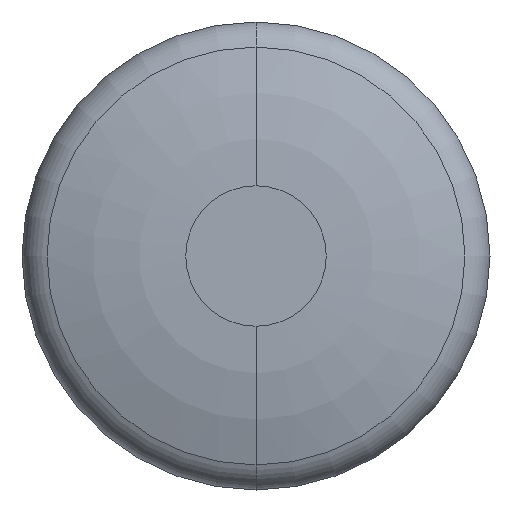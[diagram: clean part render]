
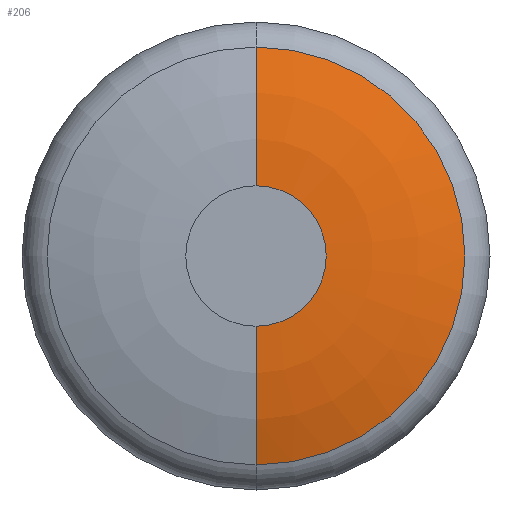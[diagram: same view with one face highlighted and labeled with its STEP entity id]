
A CAD part, front view. The second image highlights one B-rep face of the part: STEP entity #206.
In plain terms, the highlighted toroidal (fillet/blend) face has major radius 0.953 mm and minor radius 5.715 mm.
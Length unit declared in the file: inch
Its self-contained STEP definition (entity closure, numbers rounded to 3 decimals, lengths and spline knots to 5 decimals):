
#6 = CARTESIAN_POINT ( 'NONE',  ( 0., 0.01255, 0.11159 ) ) ;
#10 = EDGE_CURVE ( 'NONE', #173, #179, #339, .T. ) ;
#25 = VERTEX_POINT ( 'NONE', #297 ) ;
#45 = AXIS2_PLACEMENT_3D ( 'NONE', #366, #308, #272 ) ;
#47 = FACE_OUTER_BOUND ( 'NONE', #62, .T. ) ;
#62 = EDGE_LOOP ( 'NONE', ( #165, #252, #168, #353 ) ) ;
#76 = EDGE_CURVE ( 'NONE', #280, #173, #405, .T. ) ;
#103 = DIRECTION ( 'NONE',  ( 0., 0., -1. ) ) ;
#114 = EDGE_CURVE ( 'NONE', #25, #179, #251, .T. ) ;
#140 = CARTESIAN_POINT ( 'NONE',  ( 0., 0.01255, 0. ) ) ;
#163 = AXIS2_PLACEMENT_3D ( 'NONE', #185, #468, #423 ) ;
#165 = ORIENTED_EDGE ( 'NONE', *, *, #76, .T. ) ;
#168 = ORIENTED_EDGE ( 'NONE', *, *, #114, .F. ) ;
#173 = VERTEX_POINT ( 'NONE', #6 ) ;
#179 = VERTEX_POINT ( 'NONE', #190 ) ;
#181 = CIRCLE ( 'NONE', #163, 0.225 ) ;
#185 = CARTESIAN_POINT ( 'NONE',  ( 0., 0.225, -0.0375 ) ) ;
#186 = AXIS2_PLACEMENT_3D ( 'NONE', #334, #437, #406 ) ;
#188 = DIRECTION ( 'NONE',  ( 0., -1., 0. ) ) ;
#190 = CARTESIAN_POINT ( 'NONE',  ( 0., 0., 0.0375 ) ) ;
#203 = CARTESIAN_POINT ( 'NONE',  ( 0., 0.225, 0. ) ) ;
#206 = ADVANCED_FACE ( 'NONE', ( #47 ), #386, .T. ) ;
#251 = CIRCLE ( 'NONE', #45, 0.0375 ) ;
#252 = ORIENTED_EDGE ( 'NONE', *, *, #10, .T. ) ;
#272 = DIRECTION ( 'NONE',  ( 0., 0., -1. ) ) ;
#277 = AXIS2_PLACEMENT_3D ( 'NONE', #203, #473, #348 ) ;
#280 = VERTEX_POINT ( 'NONE', #301 ) ;
#297 = CARTESIAN_POINT ( 'NONE',  ( 0., 0., -0.0375 ) ) ;
#301 = CARTESIAN_POINT ( 'NONE',  ( 0., 0.01255, -0.11159 ) ) ;
#304 = EDGE_CURVE ( 'NONE', #280, #25, #181, .T. ) ;
#308 = DIRECTION ( 'NONE',  ( 0., -1., 0. ) ) ;
#334 = CARTESIAN_POINT ( 'NONE',  ( 0., 0.225, 0.0375 ) ) ;
#339 = CIRCLE ( 'NONE', #186, 0.225 ) ;
#348 = DIRECTION ( 'NONE',  ( 0., 0., -1. ) ) ;
#353 = ORIENTED_EDGE ( 'NONE', *, *, #304, .F. ) ;
#366 = CARTESIAN_POINT ( 'NONE',  ( 0., 0., 0. ) ) ;
#386 = TOROIDAL_SURFACE ( 'NONE', #277, 0.0375, 0.225 ) ;
#405 = CIRCLE ( 'NONE', #431, 0.11159 ) ;
#406 = DIRECTION ( 'NONE',  ( 0., 0., -1. ) ) ;
#423 = DIRECTION ( 'NONE',  ( 0., 0., 1. ) ) ;
#431 = AXIS2_PLACEMENT_3D ( 'NONE', #140, #188, #103 ) ;
#437 = DIRECTION ( 'NONE',  ( 1., 0., 0. ) ) ;
#468 = DIRECTION ( 'NONE',  ( -1., 0., 0. ) ) ;
#473 = DIRECTION ( 'NONE',  ( 0., -1., 0. ) ) ;
